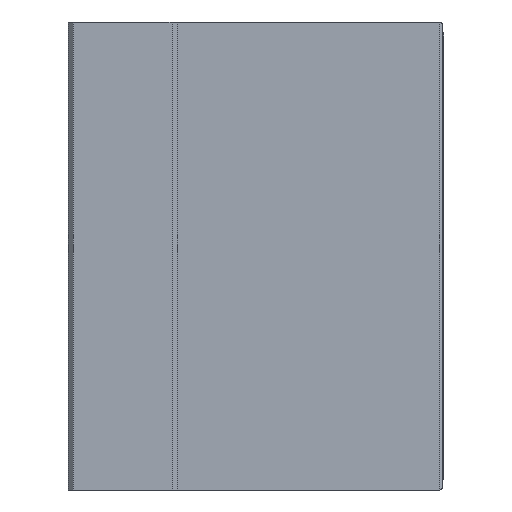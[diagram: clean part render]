
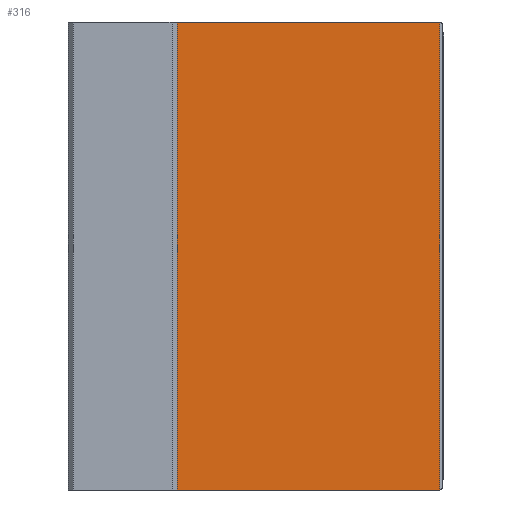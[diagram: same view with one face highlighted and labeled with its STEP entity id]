
A CAD part, left-side view. The second image highlights one B-rep face of the part: STEP entity #316.
In plain terms, the highlighted planar face has unit normal (-1, 0, 0).
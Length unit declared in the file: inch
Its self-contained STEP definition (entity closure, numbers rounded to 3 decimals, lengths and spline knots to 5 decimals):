
#258 = ORIENTED_EDGE ( 'NONE', *, *, #5129, .T. ) ;
#316 = ADVANCED_FACE ( 'NONE', ( #2689 ), #3913, .T. ) ;
#560 = VECTOR ( 'NONE', #2816, 39.37008 ) ;
#648 = VERTEX_POINT ( 'NONE', #2242 ) ;
#687 = CARTESIAN_POINT ( 'NONE',  ( -1.73228, 0.82677, 0. ) ) ;
#714 = EDGE_LOOP ( 'NONE', ( #258, #2533, #2427, #3597 ) ) ;
#721 = DIRECTION ( 'NONE',  ( 0., -1., 0. ) ) ;
#1146 = VECTOR ( 'NONE', #4783, 39.37008 ) ;
#1184 = EDGE_CURVE ( 'NONE', #4688, #1243, #2269, .T. ) ;
#1243 = VERTEX_POINT ( 'NONE', #3173 ) ;
#1310 = DIRECTION ( 'NONE',  ( 0., 1., 0. ) ) ;
#1650 = DIRECTION ( 'NONE',  ( 0., 0., 1. ) ) ;
#2242 = CARTESIAN_POINT ( 'NONE',  ( -1.73228, -1.16142, 3.54331 ) ) ;
#2269 = LINE ( 'NONE', #687, #1146 ) ;
#2304 = AXIS2_PLACEMENT_3D ( 'NONE', #5097, #3865, #721 ) ;
#2387 = EDGE_CURVE ( 'NONE', #2676, #648, #4035, .T. ) ;
#2398 = CARTESIAN_POINT ( 'NONE',  ( -1.73228, -1.16142, 3.54331 ) ) ;
#2422 = CARTESIAN_POINT ( 'NONE',  ( -1.73228, 0.86614, 3.54331 ) ) ;
#2427 = ORIENTED_EDGE ( 'NONE', *, *, #2738, .F. ) ;
#2501 = CARTESIAN_POINT ( 'NONE',  ( -1.73228, 0.86614, 0. ) ) ;
#2533 = ORIENTED_EDGE ( 'NONE', *, *, #1184, .T. ) ;
#2558 = VECTOR ( 'NONE', #1650, 39.37008 ) ;
#2676 = VERTEX_POINT ( 'NONE', #4849 ) ;
#2689 = FACE_OUTER_BOUND ( 'NONE', #714, .T. ) ;
#2738 = EDGE_CURVE ( 'NONE', #2676, #1243, #4955, .T. ) ;
#2816 = DIRECTION ( 'NONE',  ( 0., 1., 0. ) ) ;
#3173 = CARTESIAN_POINT ( 'NONE',  ( -1.73228, 0.82677, 0. ) ) ;
#3407 = VECTOR ( 'NONE', #1310, 39.37008 ) ;
#3597 = ORIENTED_EDGE ( 'NONE', *, *, #2387, .T. ) ;
#3865 = DIRECTION ( 'NONE',  ( -1., 0., 0. ) ) ;
#3913 = PLANE ( 'NONE',  #2304 ) ;
#4035 = LINE ( 'NONE', #2398, #2558 ) ;
#4688 = VERTEX_POINT ( 'NONE', #4692 ) ;
#4692 = CARTESIAN_POINT ( 'NONE',  ( -1.73228, 0.82677, 3.54331 ) ) ;
#4783 = DIRECTION ( 'NONE',  ( 0., 0., -1. ) ) ;
#4849 = CARTESIAN_POINT ( 'NONE',  ( -1.73228, -1.16142, 0. ) ) ;
#4912 = LINE ( 'NONE', #2422, #560 ) ;
#4955 = LINE ( 'NONE', #2501, #3407 ) ;
#5097 = CARTESIAN_POINT ( 'NONE',  ( -1.73228, 0.86614, 3.54331 ) ) ;
#5129 = EDGE_CURVE ( 'NONE', #648, #4688, #4912, .T. ) ;
